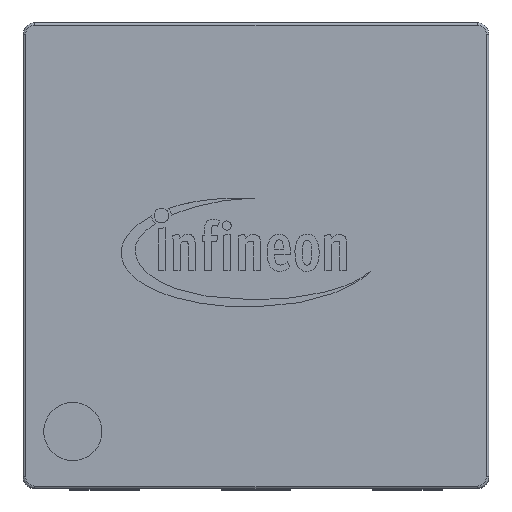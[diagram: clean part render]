
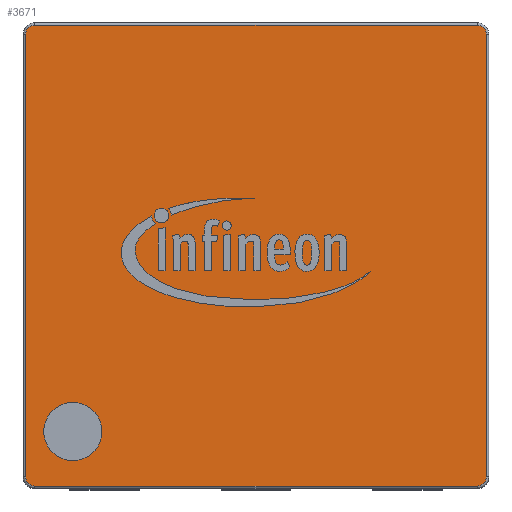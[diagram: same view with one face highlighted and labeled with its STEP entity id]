
A CAD part, top view. The second image highlights one B-rep face of the part: STEP entity #3671.
In plain terms, the highlighted planar face has unit normal (0, 0, 1).
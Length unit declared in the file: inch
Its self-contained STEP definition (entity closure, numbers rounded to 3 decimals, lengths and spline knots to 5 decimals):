
#282=PLANE('',#4071);
#427=FACE_OUTER_BOUND('',#648,.T.);
#648=EDGE_LOOP('',(#2468,#2469,#2470,#2471,#2472,#2473,#2474,#2475));
#862=LINE('',#5165,#1195);
#863=LINE('',#5176,#1196);
#865=LINE('',#5188,#1198);
#867=LINE('',#5200,#1200);
#1195=VECTOR('',#4311,0.3937);
#1196=VECTOR('',#4324,0.3937);
#1198=VECTOR('',#4338,0.3937);
#1200=VECTOR('',#4352,0.3937);
#1530=CIRCLE('',#4046,0.00157);
#1534=CIRCLE('',#4052,0.00157);
#1538=CIRCLE('',#4058,0.00157);
#1541=CIRCLE('',#4063,0.00157);
#1567=VERTEX_POINT('',#5158);
#1570=VERTEX_POINT('',#5163);
#1572=VERTEX_POINT('',#5168);
#1574=VERTEX_POINT('',#5174);
#1576=VERTEX_POINT('',#5180);
#1578=VERTEX_POINT('',#5186);
#1580=VERTEX_POINT('',#5192);
#1582=VERTEX_POINT('',#5198);
#1908=EDGE_CURVE('',#1570,#1567,#862,.T.);
#1910=EDGE_CURVE('',#1572,#1570,#1530,.T.);
#1913=EDGE_CURVE('',#1574,#1572,#863,.T.);
#1916=EDGE_CURVE('',#1576,#1574,#1534,.T.);
#1919=EDGE_CURVE('',#1578,#1576,#865,.T.);
#1922=EDGE_CURVE('',#1580,#1578,#1538,.T.);
#1925=EDGE_CURVE('',#1582,#1580,#867,.T.);
#1927=EDGE_CURVE('',#1567,#1582,#1541,.T.);
#2468=ORIENTED_EDGE('',*,*,#1908,.F.);
#2469=ORIENTED_EDGE('',*,*,#1910,.F.);
#2470=ORIENTED_EDGE('',*,*,#1913,.F.);
#2471=ORIENTED_EDGE('',*,*,#1916,.F.);
#2472=ORIENTED_EDGE('',*,*,#1919,.F.);
#2473=ORIENTED_EDGE('',*,*,#1922,.F.);
#2474=ORIENTED_EDGE('',*,*,#1925,.F.);
#2475=ORIENTED_EDGE('',*,*,#1927,.F.);
#3671=ADVANCED_FACE('',(#427),#282,.T.);
#4046=AXIS2_PLACEMENT_3D('',#5170,#4316,#4317);
#4052=AXIS2_PLACEMENT_3D('',#5182,#4330,#4331);
#4058=AXIS2_PLACEMENT_3D('',#5194,#4344,#4345);
#4063=AXIS2_PLACEMENT_3D('',#5203,#4356,#4357);
#4071=AXIS2_PLACEMENT_3D('',#5223,#4379,#4380);
#4311=DIRECTION('',(-1.,0.,0.));
#4316=DIRECTION('center_axis',(0.,0.,-1.));
#4317=DIRECTION('ref_axis',(0.707,-0.707,0.));
#4324=DIRECTION('',(0.,-1.,0.));
#4330=DIRECTION('center_axis',(0.,0.,-1.));
#4331=DIRECTION('ref_axis',(0.707,0.707,0.));
#4338=DIRECTION('',(1.,0.,0.));
#4344=DIRECTION('center_axis',(0.,0.,-1.));
#4345=DIRECTION('ref_axis',(-0.707,0.707,0.));
#4352=DIRECTION('',(0.,1.,0.));
#4356=DIRECTION('center_axis',(0.,0.,-1.));
#4357=DIRECTION('ref_axis',(-0.707,-0.707,0.));
#4379=DIRECTION('center_axis',(0.,0.,1.));
#4380=DIRECTION('ref_axis',(1.,0.,0.));
#5158=CARTESIAN_POINT('',(-0.0374,-0.03898,0.03937));
#5163=CARTESIAN_POINT('',(0.0374,-0.03898,0.03937));
#5165=CARTESIAN_POINT('',(-0.0187,-0.03898,0.03937));
#5168=CARTESIAN_POINT('',(0.03898,-0.0374,0.03937));
#5170=CARTESIAN_POINT('Origin',(0.0374,-0.0374,
0.03937));
#5174=CARTESIAN_POINT('',(0.03898,0.0374,0.03937));
#5176=CARTESIAN_POINT('',(0.03898,-0.0187,0.03937));
#5180=CARTESIAN_POINT('',(0.0374,0.03898,0.03937));
#5182=CARTESIAN_POINT('Origin',(0.0374,0.0374,0.03937));
#5186=CARTESIAN_POINT('',(-0.0374,0.03898,0.03937));
#5188=CARTESIAN_POINT('',(0.0187,0.03898,0.03937));
#5192=CARTESIAN_POINT('',(-0.03898,0.0374,0.03937));
#5194=CARTESIAN_POINT('Origin',(-0.0374,0.0374,
0.03937));
#5198=CARTESIAN_POINT('',(-0.03898,-0.0374,0.03937));
#5200=CARTESIAN_POINT('',(-0.03898,0.0187,0.03937));
#5203=CARTESIAN_POINT('Origin',(-0.0374,-0.0374,
0.03937));
#5223=CARTESIAN_POINT('Origin',(0.,0.,0.03937));
